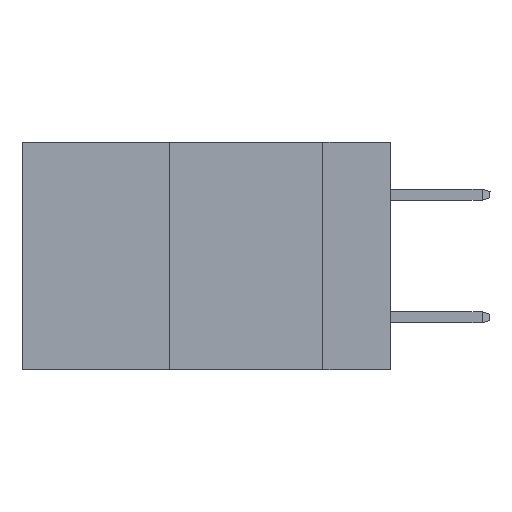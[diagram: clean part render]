
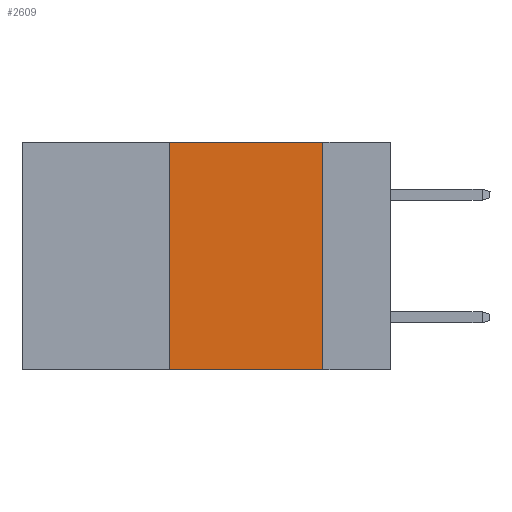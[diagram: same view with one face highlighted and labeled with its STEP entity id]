
A CAD part, left-side view. The second image highlights one B-rep face of the part: STEP entity #2609.
In plain terms, the highlighted planar face has unit normal (-1, 0, 0).
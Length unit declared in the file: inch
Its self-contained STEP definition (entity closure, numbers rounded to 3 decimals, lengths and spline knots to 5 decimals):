
#845 = VECTOR ( 'NONE', #5186, 39.37008 ) ;
#887 = VECTOR ( 'NONE', #6369, 39.37008 ) ;
#1875 = VECTOR ( 'NONE', #9064, 39.37008 ) ;
#1989 = EDGE_LOOP ( 'NONE', ( #8194, #10300, #11042, #8651 ) ) ;
#2237 = EDGE_CURVE ( 'NONE', #7948, #9864, #4451, .T. ) ;
#2609 = ADVANCED_FACE ( 'NONE', ( #9646 ), #11382, .F. ) ;
#2805 = CARTESIAN_POINT ( 'NONE',  ( 0., 0.36, 0. ) ) ;
#3321 = EDGE_CURVE ( 'NONE', #5696, #9718, #9279, .T. ) ;
#3610 = LINE ( 'NONE', #9352, #887 ) ;
#4338 = DIRECTION ( 'NONE',  ( 0., 0., -1. ) ) ;
#4451 = LINE ( 'NONE', #12601, #5861 ) ;
#4485 = CARTESIAN_POINT ( 'NONE',  ( 0., 0.11, -0.37 ) ) ;
#5186 = DIRECTION ( 'NONE',  ( 0., -1., 0. ) ) ;
#5450 = CARTESIAN_POINT ( 'NONE',  ( 0., 0.6, -0.37 ) ) ;
#5696 = VERTEX_POINT ( 'NONE', #11378 ) ;
#5861 = VECTOR ( 'NONE', #11641, 39.37008 ) ;
#6156 = EDGE_CURVE ( 'NONE', #9864, #9718, #9988, .T. ) ;
#6369 = DIRECTION ( 'NONE',  ( 0., 0., 1. ) ) ;
#7725 = CARTESIAN_POINT ( 'NONE',  ( 0., 0.11, 0. ) ) ;
#7948 = VERTEX_POINT ( 'NONE', #2805 ) ;
#8194 = ORIENTED_EDGE ( 'NONE', *, *, #6156, .F. ) ;
#8326 = EDGE_CURVE ( 'NONE', #5696, #7948, #3610, .T. ) ;
#8651 = ORIENTED_EDGE ( 'NONE', *, *, #3321, .T. ) ;
#9064 = DIRECTION ( 'NONE',  ( 0., 0., -1. ) ) ;
#9279 = LINE ( 'NONE', #5450, #845 ) ;
#9352 = CARTESIAN_POINT ( 'NONE',  ( 0., 0.36, 0. ) ) ;
#9646 = FACE_OUTER_BOUND ( 'NONE', #1989, .T. ) ;
#9718 = VERTEX_POINT ( 'NONE', #4485 ) ;
#9864 = VERTEX_POINT ( 'NONE', #7725 ) ;
#9988 = LINE ( 'NONE', #10087, #1875 ) ;
#10087 = CARTESIAN_POINT ( 'NONE',  ( 0., 0.11, 0. ) ) ;
#10300 = ORIENTED_EDGE ( 'NONE', *, *, #2237, .F. ) ;
#10404 = CARTESIAN_POINT ( 'NONE',  ( 0., 0.6, 0. ) ) ;
#10692 = AXIS2_PLACEMENT_3D ( 'NONE', #10404, #11342, #4338 ) ;
#11042 = ORIENTED_EDGE ( 'NONE', *, *, #8326, .F. ) ;
#11342 = DIRECTION ( 'NONE',  ( 1., 0., 0. ) ) ;
#11378 = CARTESIAN_POINT ( 'NONE',  ( 0., 0.36, -0.37 ) ) ;
#11382 = PLANE ( 'NONE',  #10692 ) ;
#11641 = DIRECTION ( 'NONE',  ( 0., -1., 0. ) ) ;
#12601 = CARTESIAN_POINT ( 'NONE',  ( 0., 0.6, 0. ) ) ;
